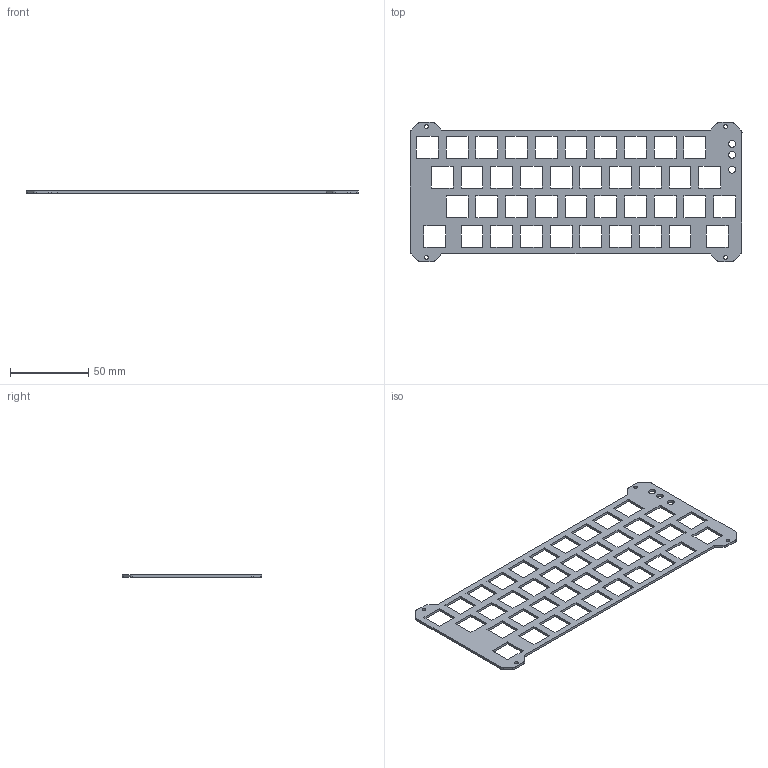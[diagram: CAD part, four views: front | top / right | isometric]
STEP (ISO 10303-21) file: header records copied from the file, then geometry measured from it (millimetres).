
FILE_DESCRIPTION(('KiCad electronic assembly'),'2;1');
FILE_NAME('Didaktik switchplate.step','2022-10-24T18:53:24',('Pcbnew'),( 'Kicad'),'Open CASCADE STEP processor 7.6','KiCad to STEP converter' ,'Unknown');
FILE_SCHEMA(('AUTOMOTIVE_DESIGN { 1 0 10303 214 1 1 1 1 }'));
Length unit declared in the file: millimetre
Products named in the file (2): Didaktik switchplate 1; Didaktik switchplate PCB
Assembly tree (1 placements, depth 2):
  Didaktik switchplate 1
    Didaktik switchplate PCB
Bounding box: 212.78 x 89.27 x 1.6 mm (x, y, z)
Volume: 14832.4 mm3; surface area: 23198.4 mm2
Topology: 1 solids, 1 shells, 197 faces, 585 edges, 390 vertices
Faces by surface type: plane 178, cylinder 19
Full cylindrical faces by diameter (mm): 2.5 x4, 4.49 x3
Entity records: 14451 total; most frequent: CARTESIAN_POINT 2572, DIRECTION 2153, LINE 1679, VECTOR 1679, ORIENTED_EDGE 1170, PCURVE 1170, DEFINITIONAL_REPRESENTATION 1170, EDGE_CURVE 585
